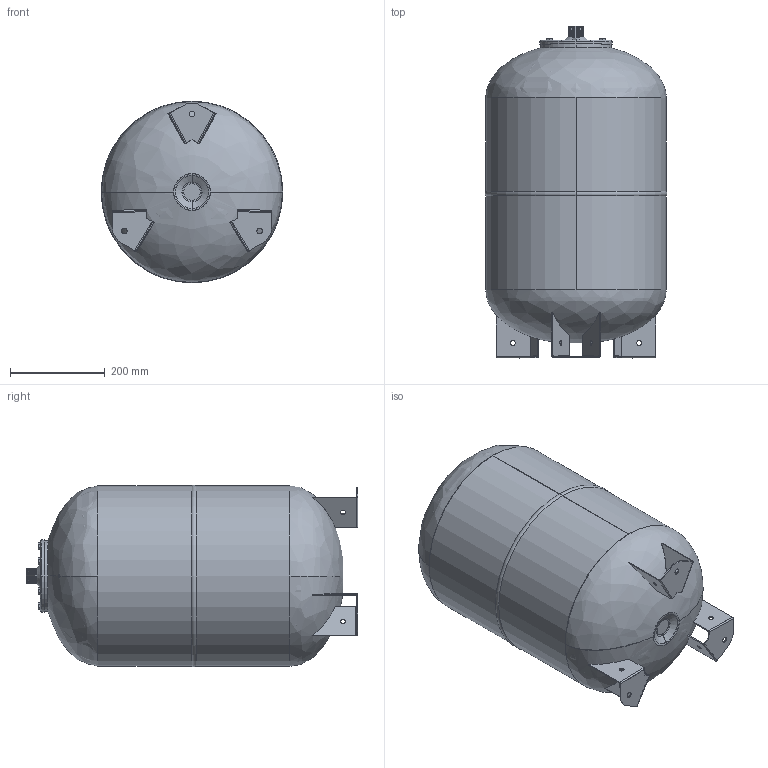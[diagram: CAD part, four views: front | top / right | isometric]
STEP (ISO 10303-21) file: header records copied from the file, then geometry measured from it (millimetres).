
FILE_DESCRIPTION (( 'STEP AP203' ), '1' );
FILE_NAME ('30TX.STEP', '2021-03-10T16:16:49', ( '' ), ( '' ), 'SwSTEP 2.0', 'SolidWorks 2021', '' );
FILE_SCHEMA (( 'CONFIG_CONTROL_DESIGN' ));
Length unit declared in the file: inch
Products named in the file (1): 30TX
Bounding box: 384.18 x 701.27 x 384.18 mm (x, y, z)
Volume: 1320689.5 mm3; surface area: 1765179 mm2
Topology: 11 solids, 11 shells, 272 faces, 647 edges, 396 vertices
Faces by surface type: plane 90, cone 84, cylinder 76, torus 12, bspline 10
Entity records: 8609 total; most frequent: CARTESIAN_POINT 2094, DIRECTION 1401, ORIENTED_EDGE 1294, EDGE_CURVE 647, AXIS2_PLACEMENT_3D 529, VERTEX_POINT 396, LINE 343, VECTOR 343
